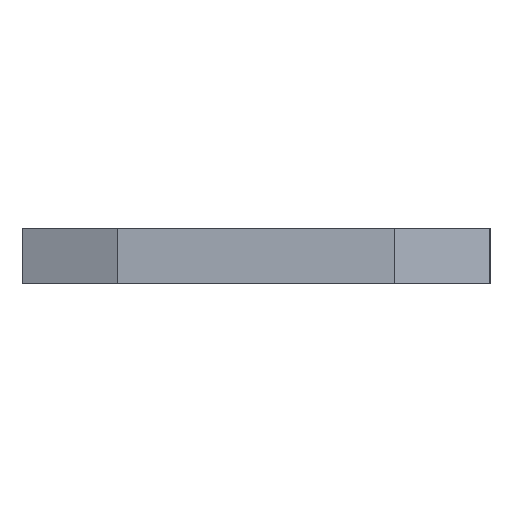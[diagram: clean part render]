
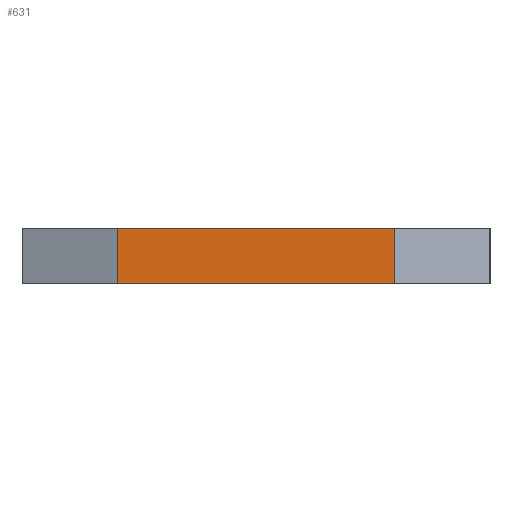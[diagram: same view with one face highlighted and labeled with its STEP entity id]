
A CAD part, left-side view. The second image highlights one B-rep face of the part: STEP entity #631.
In plain terms, the highlighted planar face has unit normal (-1, 0, 0).
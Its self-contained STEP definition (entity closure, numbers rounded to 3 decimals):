
#21 = DIRECTION ( 'NONE',  ( 1., 0., 0. ) ) ;
#39 = DIRECTION ( 'NONE',  ( 0., 1., 0. ) ) ;
#81 = FACE_OUTER_BOUND ( 'NONE', #286, .T. ) ;
#95 = CARTESIAN_POINT ( 'NONE',  ( 263.972, 180.991, 105.89 ) ) ;
#105 = DIRECTION ( 'NONE',  ( 0., 1., 0. ) ) ;
#107 = VECTOR ( 'NONE', #39, 1000. ) ;
#109 = VERTEX_POINT ( 'NONE', #208 ) ;
#132 = DIRECTION ( 'NONE',  ( 0., 0., 1. ) ) ;
#135 = CARTESIAN_POINT ( 'NONE',  ( 263.972, 180.991, 101.89 ) ) ;
#149 = CARTESIAN_POINT ( 'NONE',  ( 263.972, 160.991, 101.89 ) ) ;
#196 = AXIS2_PLACEMENT_3D ( 'NONE', #135, #21, #315 ) ;
#200 = VERTEX_POINT ( 'NONE', #205 ) ;
#204 = LINE ( 'NONE', #149, #599 ) ;
#205 = CARTESIAN_POINT ( 'NONE',  ( 263.972, 180.991, 101.89 ) ) ;
#208 = CARTESIAN_POINT ( 'NONE',  ( 263.972, 160.991, 105.89 ) ) ;
#243 = VERTEX_POINT ( 'NONE', #761 ) ;
#276 = LINE ( 'NONE', #625, #107 ) ;
#286 = EDGE_LOOP ( 'NONE', ( #579, #350, #749, #301 ) ) ;
#288 = EDGE_CURVE ( 'NONE', #243, #200, #276, .T. ) ;
#301 = ORIENTED_EDGE ( 'NONE', *, *, #573, .T. ) ;
#315 = DIRECTION ( 'NONE',  ( 0., 0., -1. ) ) ;
#321 = VERTEX_POINT ( 'NONE', #95 ) ;
#342 = CARTESIAN_POINT ( 'NONE',  ( 263.972, 180.991, 105.89 ) ) ;
#350 = ORIENTED_EDGE ( 'NONE', *, *, #433, .F. ) ;
#357 = DIRECTION ( 'NONE',  ( 0., 0., 1. ) ) ;
#360 = EDGE_CURVE ( 'NONE', #109, #321, #405, .T. ) ;
#366 = LINE ( 'NONE', #648, #654 ) ;
#405 = LINE ( 'NONE', #342, #677 ) ;
#433 = EDGE_CURVE ( 'NONE', #200, #321, #366, .T. ) ;
#484 = PLANE ( 'NONE',  #196 ) ;
#573 = EDGE_CURVE ( 'NONE', #243, #109, #204, .T. ) ;
#579 = ORIENTED_EDGE ( 'NONE', *, *, #360, .T. ) ;
#599 = VECTOR ( 'NONE', #132, 1000. ) ;
#625 = CARTESIAN_POINT ( 'NONE',  ( 263.972, 180.991, 101.89 ) ) ;
#631 = ADVANCED_FACE ( 'NONE', ( #81 ), #484, .F. ) ;
#648 = CARTESIAN_POINT ( 'NONE',  ( 263.972, 180.991, 101.89 ) ) ;
#654 = VECTOR ( 'NONE', #357, 1000. ) ;
#677 = VECTOR ( 'NONE', #105, 1000. ) ;
#749 = ORIENTED_EDGE ( 'NONE', *, *, #288, .F. ) ;
#761 = CARTESIAN_POINT ( 'NONE',  ( 263.972, 160.991, 101.89 ) ) ;
